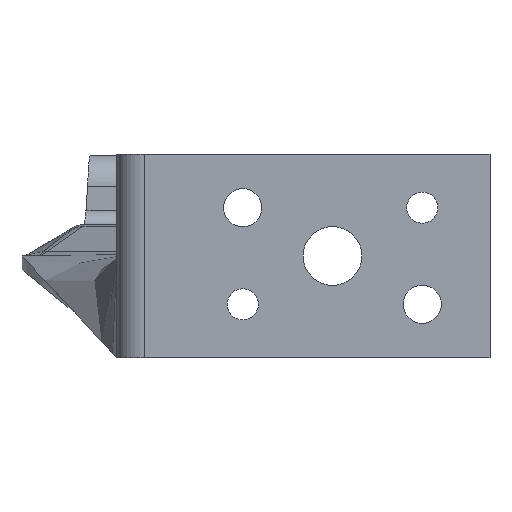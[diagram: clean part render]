
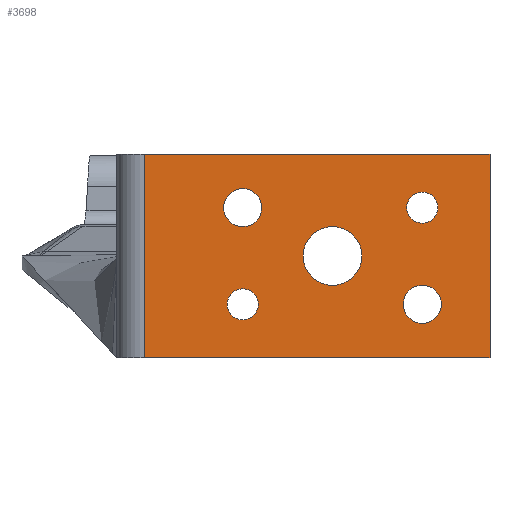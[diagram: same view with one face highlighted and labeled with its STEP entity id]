
A CAD part, front view. The second image highlights one B-rep face of the part: STEP entity #3698.
In plain terms, the highlighted face is planar.
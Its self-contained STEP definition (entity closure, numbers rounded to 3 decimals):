
#13 = ORIENTED_EDGE ( 'NONE', *, *, #1745, .T. ) ;
#18 = ORIENTED_EDGE ( 'NONE', *, *, #2334, .T. ) ;
#30 = AXIS2_PLACEMENT_3D ( 'NONE', #3396, #736, #1543 ) ;
#35 = AXIS2_PLACEMENT_3D ( 'NONE', #801, #896, #3256 ) ;
#36 = VERTEX_POINT ( 'NONE', #369 ) ;
#39 = AXIS2_PLACEMENT_3D ( 'NONE', #435, #3597, #3517 ) ;
#56 = CARTESIAN_POINT ( 'NONE',  ( -86., -12.75, 3. ) ) ;
#110 = CARTESIAN_POINT ( 'NONE',  ( -86., 9., 43.2 ) ) ;
#117 = CIRCLE ( 'NONE', #439, 2.25 ) ;
#144 = CARTESIAN_POINT ( 'NONE',  ( -86., 2., 30.2 ) ) ;
#162 = DIRECTION ( 'NONE',  ( -1., 0., 0. ) ) ;
#321 = FACE_BOUND ( 'NONE', #4076, .T. ) ;
#356 = AXIS2_PLACEMENT_3D ( 'NONE', #4051, #2482, #4824 ) ;
#369 = CARTESIAN_POINT ( 'NONE',  ( -86., 16.75, 53. ) ) ;
#371 = DIRECTION ( 'NONE',  ( 0., 0., 1. ) ) ;
#407 = CARTESIAN_POINT ( 'NONE',  ( -86., -5., 45.95 ) ) ;
#435 = CARTESIAN_POINT ( 'NONE',  ( -86., 2., 30.2 ) ) ;
#439 = AXIS2_PLACEMENT_3D ( 'NONE', #110, #1684, #3225 ) ;
#479 = CARTESIAN_POINT ( 'NONE',  ( -86., 9., 43.2 ) ) ;
#505 = CARTESIAN_POINT ( 'NONE',  ( -86., -5., 40.45 ) ) ;
#527 = VERTEX_POINT ( 'NONE', #2673 ) ;
#589 = VERTEX_POINT ( 'NONE', #3462 ) ;
#727 = PLANE ( 'NONE',  #1494 ) ;
#736 = DIRECTION ( 'NONE',  ( -1., 0., 0. ) ) ;
#787 = CARTESIAN_POINT ( 'NONE',  ( -86., 9., 19.95 ) ) ;
#801 = CARTESIAN_POINT ( 'NONE',  ( -86., -5., 43.2 ) ) ;
#882 = DIRECTION ( 'NONE',  ( -1., 0., 0. ) ) ;
#896 = DIRECTION ( 'NONE',  ( -1., 0., 0. ) ) ;
#1002 = LINE ( 'NONE', #4071, #3833 ) ;
#1042 = CARTESIAN_POINT ( 'NONE',  ( -86., 9., 40.95 ) ) ;
#1074 = CIRCLE ( 'NONE', #3905, 2.75 ) ;
#1081 = VECTOR ( 'NONE', #3346, 1000. ) ;
#1090 = EDGE_CURVE ( 'NONE', #3281, #4169, #2688, .T. ) ;
#1150 = EDGE_CURVE ( 'NONE', #1360, #3357, #1074, .T. ) ;
#1201 = VERTEX_POINT ( 'NONE', #787 ) ;
#1331 = EDGE_LOOP ( 'NONE', ( #2278, #2594 ) ) ;
#1337 = DIRECTION ( 'NONE',  ( 0., 0., 1. ) ) ;
#1360 = VERTEX_POINT ( 'NONE', #505 ) ;
#1424 = CARTESIAN_POINT ( 'NONE',  ( -86., -12.75, 53. ) ) ;
#1437 = EDGE_CURVE ( 'NONE', #2494, #1201, #3910, .T. ) ;
#1440 = CARTESIAN_POINT ( 'NONE',  ( -86., -12.75, 3. ) ) ;
#1494 = AXIS2_PLACEMENT_3D ( 'NONE', #1440, #2250, #4574 ) ;
#1508 = DIRECTION ( 'NONE',  ( -1., 0., 0. ) ) ;
#1543 = DIRECTION ( 'NONE',  ( 0., 0., 1. ) ) ;
#1649 = AXIS2_PLACEMENT_3D ( 'NONE', #2636, #1508, #371 ) ;
#1684 = DIRECTION ( 'NONE',  ( -1., 0., 0. ) ) ;
#1732 = CIRCLE ( 'NONE', #30, 2.25 ) ;
#1745 = EDGE_CURVE ( 'NONE', #4732, #2978, #1002, .T. ) ;
#1787 = CARTESIAN_POINT ( 'NONE',  ( -86., -5., 43.2 ) ) ;
#1826 = FACE_OUTER_BOUND ( 'NONE', #2295, .T. ) ;
#1828 = CIRCLE ( 'NONE', #4246, 4.25 ) ;
#1850 = EDGE_LOOP ( 'NONE', ( #4967, #3202 ) ) ;
#1858 = CARTESIAN_POINT ( 'NONE',  ( -86., 2., 25.95 ) ) ;
#1894 = FACE_BOUND ( 'NONE', #4032, .T. ) ;
#1901 = AXIS2_PLACEMENT_3D ( 'NONE', #479, #882, #3879 ) ;
#1915 = ORIENTED_EDGE ( 'NONE', *, *, #3912, .F. ) ;
#1964 = ORIENTED_EDGE ( 'NONE', *, *, #1150, .F. ) ;
#2122 = DIRECTION ( 'NONE',  ( 0., 0., 1. ) ) ;
#2179 = DIRECTION ( 'NONE',  ( -1., 0., 0. ) ) ;
#2250 = DIRECTION ( 'NONE',  ( -1., 0., 0. ) ) ;
#2278 = ORIENTED_EDGE ( 'NONE', *, *, #4767, .F. ) ;
#2295 = EDGE_LOOP ( 'NONE', ( #18, #2548, #4601, #13 ) ) ;
#2305 = CIRCLE ( 'NONE', #1901, 2.25 ) ;
#2334 = EDGE_CURVE ( 'NONE', #2978, #36, #4451, .T. ) ;
#2394 = EDGE_CURVE ( 'NONE', #4169, #3281, #1732, .T. ) ;
#2476 = DIRECTION ( 'NONE',  ( 0., 0., 1. ) ) ;
#2482 = DIRECTION ( 'NONE',  ( -1., 0., 0. ) ) ;
#2492 = VERTEX_POINT ( 'NONE', #1858 ) ;
#2494 = VERTEX_POINT ( 'NONE', #4186 ) ;
#2548 = ORIENTED_EDGE ( 'NONE', *, *, #3528, .F. ) ;
#2594 = ORIENTED_EDGE ( 'NONE', *, *, #3558, .F. ) ;
#2636 = CARTESIAN_POINT ( 'NONE',  ( -86., 9., 17.2 ) ) ;
#2673 = CARTESIAN_POINT ( 'NONE',  ( -86., 16.75, 3. ) ) ;
#2688 = CIRCLE ( 'NONE', #3341, 2.25 ) ;
#2978 = VERTEX_POINT ( 'NONE', #4517 ) ;
#3007 = FACE_BOUND ( 'NONE', #1850, .T. ) ;
#3138 = EDGE_CURVE ( 'NONE', #1201, #2494, #3501, .T. ) ;
#3193 = LINE ( 'NONE', #4727, #3672 ) ;
#3202 = ORIENTED_EDGE ( 'NONE', *, *, #2394, .F. ) ;
#3225 = DIRECTION ( 'NONE',  ( 0., 0., 1. ) ) ;
#3256 = DIRECTION ( 'NONE',  ( 0., 0., 1. ) ) ;
#3281 = VERTEX_POINT ( 'NONE', #4608 ) ;
#3341 = AXIS2_PLACEMENT_3D ( 'NONE', #4733, #162, #3956 ) ;
#3342 = VERTEX_POINT ( 'NONE', #3539 ) ;
#3346 = DIRECTION ( 'NONE',  ( 0., 1., 0. ) ) ;
#3354 = EDGE_CURVE ( 'NONE', #589, #3984, #2305, .T. ) ;
#3357 = VERTEX_POINT ( 'NONE', #407 ) ;
#3387 = FACE_BOUND ( 'NONE', #1331, .T. ) ;
#3396 = CARTESIAN_POINT ( 'NONE',  ( -86., -5., 17.2 ) ) ;
#3414 = EDGE_LOOP ( 'NONE', ( #1915, #4325 ) ) ;
#3462 = CARTESIAN_POINT ( 'NONE',  ( -86., 9., 45.45 ) ) ;
#3501 = CIRCLE ( 'NONE', #1649, 2.75 ) ;
#3517 = DIRECTION ( 'NONE',  ( 0., 0., 1. ) ) ;
#3528 = EDGE_CURVE ( 'NONE', #527, #36, #3719, .T. ) ;
#3539 = CARTESIAN_POINT ( 'NONE',  ( -86., 2., 34.45 ) ) ;
#3558 = EDGE_CURVE ( 'NONE', #3342, #2492, #1828, .T. ) ;
#3595 = CIRCLE ( 'NONE', #39, 4.25 ) ;
#3597 = DIRECTION ( 'NONE',  ( -1., 0., 0. ) ) ;
#3672 = VECTOR ( 'NONE', #3903, 1000. ) ;
#3698 = ADVANCED_FACE ( 'NONE', ( #321, #1894, #4940, #3387, #3007, #1826 ), #727, .T. ) ;
#3701 = DIRECTION ( 'NONE',  ( 0., 0., 1. ) ) ;
#3719 = LINE ( 'NONE', #4398, #4961 ) ;
#3833 = VECTOR ( 'NONE', #2476, 1000. ) ;
#3879 = DIRECTION ( 'NONE',  ( 0., 0., 1. ) ) ;
#3903 = DIRECTION ( 'NONE',  ( 0., 1., 0. ) ) ;
#3905 = AXIS2_PLACEMENT_3D ( 'NONE', #1787, #4140, #3701 ) ;
#3910 = CIRCLE ( 'NONE', #356, 2.75 ) ;
#3912 = EDGE_CURVE ( 'NONE', #3984, #589, #117, .T. ) ;
#3956 = DIRECTION ( 'NONE',  ( 0., 0., 1. ) ) ;
#3984 = VERTEX_POINT ( 'NONE', #1042 ) ;
#4032 = EDGE_LOOP ( 'NONE', ( #4528, #4339 ) ) ;
#4051 = CARTESIAN_POINT ( 'NONE',  ( -86., 9., 17.2 ) ) ;
#4071 = CARTESIAN_POINT ( 'NONE',  ( -86., -12.75, 3. ) ) ;
#4076 = EDGE_LOOP ( 'NONE', ( #1964, #4639 ) ) ;
#4140 = DIRECTION ( 'NONE',  ( -1., 0., 0. ) ) ;
#4169 = VERTEX_POINT ( 'NONE', #4704 ) ;
#4186 = CARTESIAN_POINT ( 'NONE',  ( -86., 9., 14.45 ) ) ;
#4246 = AXIS2_PLACEMENT_3D ( 'NONE', #144, #2179, #2122 ) ;
#4277 = EDGE_CURVE ( 'NONE', #3357, #1360, #4562, .T. ) ;
#4325 = ORIENTED_EDGE ( 'NONE', *, *, #3354, .F. ) ;
#4339 = ORIENTED_EDGE ( 'NONE', *, *, #3138, .F. ) ;
#4398 = CARTESIAN_POINT ( 'NONE',  ( -86., 16.75, 3. ) ) ;
#4451 = LINE ( 'NONE', #1424, #1081 ) ;
#4517 = CARTESIAN_POINT ( 'NONE',  ( -86., -12.75, 53. ) ) ;
#4528 = ORIENTED_EDGE ( 'NONE', *, *, #1437, .F. ) ;
#4562 = CIRCLE ( 'NONE', #35, 2.75 ) ;
#4574 = DIRECTION ( 'NONE',  ( 0., 0., 1. ) ) ;
#4601 = ORIENTED_EDGE ( 'NONE', *, *, #4762, .F. ) ;
#4608 = CARTESIAN_POINT ( 'NONE',  ( -86., -5., 14.95 ) ) ;
#4639 = ORIENTED_EDGE ( 'NONE', *, *, #4277, .F. ) ;
#4704 = CARTESIAN_POINT ( 'NONE',  ( -86., -5., 19.45 ) ) ;
#4727 = CARTESIAN_POINT ( 'NONE',  ( -86., -12.75, 3. ) ) ;
#4732 = VERTEX_POINT ( 'NONE', #56 ) ;
#4733 = CARTESIAN_POINT ( 'NONE',  ( -86., -5., 17.2 ) ) ;
#4762 = EDGE_CURVE ( 'NONE', #4732, #527, #3193, .T. ) ;
#4767 = EDGE_CURVE ( 'NONE', #2492, #3342, #3595, .T. ) ;
#4824 = DIRECTION ( 'NONE',  ( 0., 0., 1. ) ) ;
#4940 = FACE_BOUND ( 'NONE', #3414, .T. ) ;
#4961 = VECTOR ( 'NONE', #1337, 1000. ) ;
#4967 = ORIENTED_EDGE ( 'NONE', *, *, #1090, .F. ) ;
